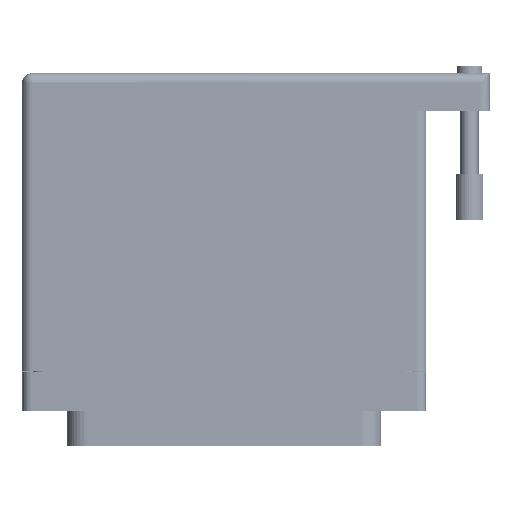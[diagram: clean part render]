
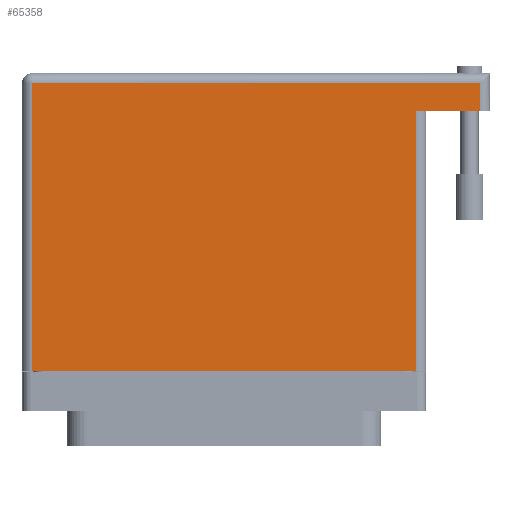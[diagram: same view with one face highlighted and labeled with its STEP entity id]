
A CAD part, front view. The second image highlights one B-rep face of the part: STEP entity #65358.
In plain terms, the highlighted face is planar.
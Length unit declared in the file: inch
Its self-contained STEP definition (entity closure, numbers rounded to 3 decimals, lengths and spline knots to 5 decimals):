
#715 = LINE ( 'NONE', #6709, #54712 ) ;
#5535 = DIRECTION ( 'NONE',  ( -1., 0., 0. ) ) ;
#6709 = CARTESIAN_POINT ( 'NONE',  ( -1.3775, -0.1, 0.765 ) ) ;
#7821 = LINE ( 'NONE', #85457, #57546 ) ;
#9415 = VERTEX_POINT ( 'NONE', #63763 ) ;
#9684 = ORIENTED_EDGE ( 'NONE', *, *, #31909, .F. ) ;
#12397 = EDGE_CURVE ( 'NONE', #48123, #79387, #86281, .T. ) ;
#13118 = VECTOR ( 'NONE', #38441, 39.37008 ) ;
#15750 = ORIENTED_EDGE ( 'NONE', *, *, #22015, .T. ) ;
#16156 = VERTEX_POINT ( 'NONE', #82715 ) ;
#17605 = PLANE ( 'NONE',  #79049 ) ;
#17926 = CARTESIAN_POINT ( 'NONE',  ( -1.3775, 1.93, 0.765 ) ) ;
#19379 = CARTESIAN_POINT ( 'NONE',  ( 1.3075, 1.674, 0.765 ) ) ;
#19697 = DIRECTION ( 'NONE',  ( 0., 1., 0. ) ) ;
#20191 = ORIENTED_EDGE ( 'NONE', *, *, #12397, .T. ) ;
#21058 = ORIENTED_EDGE ( 'NONE', *, *, #26180, .T. ) ;
#22015 = EDGE_CURVE ( 'NONE', #79387, #23621, #84419, .T. ) ;
#23157 = CARTESIAN_POINT ( 'NONE',  ( -1.3075, -0.1, 0.765 ) ) ;
#23621 = VERTEX_POINT ( 'NONE', #39297 ) ;
#23646 = EDGE_CURVE ( 'NONE', #82866, #9415, #65103, .T. ) ;
#26180 = EDGE_CURVE ( 'NONE', #23621, #82866, #715, .T. ) ;
#27350 = VECTOR ( 'NONE', #19697, 39.37008 ) ;
#30913 = ORIENTED_EDGE ( 'NONE', *, *, #23646, .T. ) ;
#31909 = EDGE_CURVE ( 'NONE', #16156, #9415, #49846, .T. ) ;
#37045 = CARTESIAN_POINT ( 'NONE',  ( -1.3775, 1.86, 0.765 ) ) ;
#37620 = DIRECTION ( 'NONE',  ( 0., 1., 0. ) ) ;
#38441 = DIRECTION ( 'NONE',  ( -1., 0., 0. ) ) ;
#39297 = CARTESIAN_POINT ( 'NONE',  ( -1.3075, -0.1, 0.765 ) ) ;
#45876 = CARTESIAN_POINT ( 'NONE',  ( 1.7425, 1.86, 0.765 ) ) ;
#47205 = FACE_OUTER_BOUND ( 'NONE', #82738, .T. ) ;
#48123 = VERTEX_POINT ( 'NONE', #45876 ) ;
#49846 = LINE ( 'NONE', #65930, #13118 ) ;
#50957 = DIRECTION ( 'NONE',  ( -1., 0., 0. ) ) ;
#54712 = VECTOR ( 'NONE', #68878, 39.37008 ) ;
#57311 = VECTOR ( 'NONE', #50957, 39.37008 ) ;
#57546 = VECTOR ( 'NONE', #37620, 39.37008 ) ;
#58145 = DIRECTION ( 'NONE',  ( 0., -1., 0. ) ) ;
#58720 = VECTOR ( 'NONE', #58145, 39.37008 ) ;
#61937 = EDGE_CURVE ( 'NONE', #16156, #48123, #7821, .T. ) ;
#63763 = CARTESIAN_POINT ( 'NONE',  ( 1.3075, 1.674, 0.765 ) ) ;
#65103 = LINE ( 'NONE', #19379, #27350 ) ;
#65358 = ADVANCED_FACE ( 'NONE', ( #47205 ), #17605, .F. ) ;
#65930 = CARTESIAN_POINT ( 'NONE',  ( 1.8125, 1.674, 0.765 ) ) ;
#66901 = ORIENTED_EDGE ( 'NONE', *, *, #61937, .T. ) ;
#68878 = DIRECTION ( 'NONE',  ( 1., 0., 0. ) ) ;
#76112 = CARTESIAN_POINT ( 'NONE',  ( 1.3075, -0.1, 0.765 ) ) ;
#79049 = AXIS2_PLACEMENT_3D ( 'NONE', #17926, #87767, #5535 ) ;
#79387 = VERTEX_POINT ( 'NONE', #85930 ) ;
#82715 = CARTESIAN_POINT ( 'NONE',  ( 1.7425, 1.674, 0.765 ) ) ;
#82738 = EDGE_LOOP ( 'NONE', ( #21058, #30913, #9684, #66901, #20191, #15750 ) ) ;
#82866 = VERTEX_POINT ( 'NONE', #76112 ) ;
#84419 = LINE ( 'NONE', #23157, #58720 ) ;
#85457 = CARTESIAN_POINT ( 'NONE',  ( 1.7425, 1.93, 0.765 ) ) ;
#85930 = CARTESIAN_POINT ( 'NONE',  ( -1.3075, 1.86, 0.765 ) ) ;
#86281 = LINE ( 'NONE', #37045, #57311 ) ;
#87767 = DIRECTION ( 'NONE',  ( 0., 0., -1. ) ) ;
